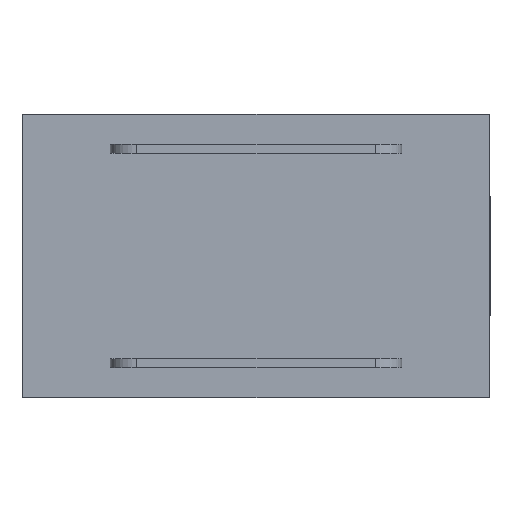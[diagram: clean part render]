
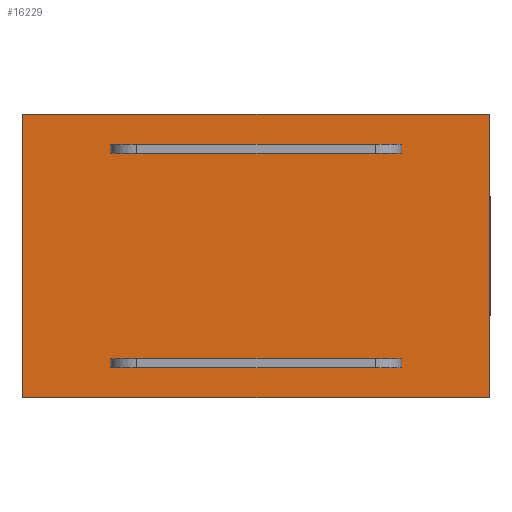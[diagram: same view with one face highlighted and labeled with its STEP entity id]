
A CAD part, front view. The second image highlights one B-rep face of the part: STEP entity #16229.
In plain terms, the highlighted planar face has unit normal (0, -1, 0).
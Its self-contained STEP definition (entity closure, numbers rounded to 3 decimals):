
#607 = CARTESIAN_POINT ( 'NONE',  ( 18.95, -35.8, 18.65 ) ) ;
#734 = DIRECTION ( 'NONE',  ( 0., 0., -1. ) ) ;
#752 = CARTESIAN_POINT ( 'NONE',  ( 18.95, -35.8, -17.15 ) ) ;
#828 = ORIENTED_EDGE ( 'NONE', *, *, #13850, .T. ) ;
#994 = EDGE_CURVE ( 'NONE', #1433, #10790, #24773, .T. ) ;
#1433 = VERTEX_POINT ( 'NONE', #18866 ) ;
#2396 = EDGE_CURVE ( 'NONE', #13618, #1433, #5338, .T. ) ;
#2901 = DIRECTION ( 'NONE',  ( 0., 0., -1. ) ) ;
#3318 = LINE ( 'NONE', #21005, #8614 ) ;
#3384 = EDGE_LOOP ( 'NONE', ( #5859, #15676, #17347, #30758 ) ) ;
#3955 = LINE ( 'NONE', #20939, #18621 ) ;
#4021 = DIRECTION ( 'NONE',  ( -1., 0., 0. ) ) ;
#4128 = VERTEX_POINT ( 'NONE', #607 ) ;
#4154 = EDGE_CURVE ( 'NONE', #4128, #27753, #15469, .T. ) ;
#4384 = EDGE_CURVE ( 'NONE', #11283, #18043, #12753, .T. ) ;
#4854 = LINE ( 'NONE', #27927, #28884 ) ;
#4888 = CARTESIAN_POINT ( 'NONE',  ( 77.7, -35.8, 23.65 ) ) ;
#5276 = VECTOR ( 'NONE', #21816, 1000. ) ;
#5285 = VERTEX_POINT ( 'NONE', #20478 ) ;
#5338 = LINE ( 'NONE', #4888, #5276 ) ;
#5859 = ORIENTED_EDGE ( 'NONE', *, *, #25859, .F. ) ;
#5985 = ORIENTED_EDGE ( 'NONE', *, *, #2396, .F. ) ;
#6430 = ORIENTED_EDGE ( 'NONE', *, *, #23269, .T. ) ;
#6782 = CARTESIAN_POINT ( 'NONE',  ( 77.7, -35.8, -23.65 ) ) ;
#6951 = CARTESIAN_POINT ( 'NONE',  ( -24.6, -35.8, -17.15 ) ) ;
#7361 = VERTEX_POINT ( 'NONE', #29898 ) ;
#8614 = VECTOR ( 'NONE', #4021, 1000. ) ;
#8996 = CARTESIAN_POINT ( 'NONE',  ( 77.7, -35.8, 23.65 ) ) ;
#9199 = LINE ( 'NONE', #15037, #10404 ) ;
#9301 = FACE_BOUND ( 'NONE', #16664, .T. ) ;
#9403 = DIRECTION ( 'NONE',  ( 1., 0., 0. ) ) ;
#10404 = VECTOR ( 'NONE', #2901, 1000. ) ;
#10790 = VERTEX_POINT ( 'NONE', #30443 ) ;
#11283 = VERTEX_POINT ( 'NONE', #27582 ) ;
#11778 = ORIENTED_EDGE ( 'NONE', *, *, #994, .F. ) ;
#12071 = EDGE_CURVE ( 'NONE', #18043, #25909, #3955, .T. ) ;
#12125 = ORIENTED_EDGE ( 'NONE', *, *, #12385, .F. ) ;
#12385 = EDGE_CURVE ( 'NONE', #15114, #25909, #9199, .T. ) ;
#12561 = EDGE_LOOP ( 'NONE', ( #11778, #5985, #828, #22455 ) ) ;
#12668 = VECTOR ( 'NONE', #24683, 1000. ) ;
#12753 = LINE ( 'NONE', #19988, #12668 ) ;
#12973 = ORIENTED_EDGE ( 'NONE', *, *, #12071, .T. ) ;
#13618 = VERTEX_POINT ( 'NONE', #15348 ) ;
#13850 = EDGE_CURVE ( 'NONE', #13618, #5285, #3318, .T. ) ;
#13950 = DIRECTION ( 'NONE',  ( 0., 0., 1. ) ) ;
#14389 = DIRECTION ( 'NONE',  ( -1., 0., 0. ) ) ;
#14424 = CARTESIAN_POINT ( 'NONE',  ( 18.95, -35.8, 17.15 ) ) ;
#14939 = VECTOR ( 'NONE', #28020, 1000. ) ;
#15037 = CARTESIAN_POINT ( 'NONE',  ( 18.95, -35.8, 18.65 ) ) ;
#15114 = VERTEX_POINT ( 'NONE', #752 ) ;
#15348 = CARTESIAN_POINT ( 'NONE',  ( 77.7, -35.8, 23.65 ) ) ;
#15409 = VECTOR ( 'NONE', #29486, 1000. ) ;
#15469 = LINE ( 'NONE', #22351, #15409 ) ;
#15676 = ORIENTED_EDGE ( 'NONE', *, *, #4154, .F. ) ;
#16229 = ADVANCED_FACE ( 'NONE', ( #28449, #9301, #27687 ), #28198, .F. ) ;
#16257 = VECTOR ( 'NONE', #9403, 1000. ) ;
#16664 = EDGE_LOOP ( 'NONE', ( #6430, #27520, #12973, #12125 ) ) ;
#17347 = ORIENTED_EDGE ( 'NONE', *, *, #27528, .F. ) ;
#18043 = VERTEX_POINT ( 'NONE', #20229 ) ;
#18255 = DIRECTION ( 'NONE',  ( 0., 0., -1. ) ) ;
#18539 = DIRECTION ( 'NONE',  ( -1., 0., 0. ) ) ;
#18566 = DIRECTION ( 'NONE',  ( -1., 0., 0. ) ) ;
#18621 = VECTOR ( 'NONE', #18539, 1000. ) ;
#18635 = EDGE_CURVE ( 'NONE', #5285, #10790, #26078, .T. ) ;
#18740 = DIRECTION ( 'NONE',  ( 0., 1., 0. ) ) ;
#18866 = CARTESIAN_POINT ( 'NONE',  ( 77.7, -35.8, -23.65 ) ) ;
#19101 = VECTOR ( 'NONE', #734, 1000. ) ;
#19988 = CARTESIAN_POINT ( 'NONE',  ( 58.75, -35.8, 18.65 ) ) ;
#20229 = CARTESIAN_POINT ( 'NONE',  ( 58.75, -35.8, -18.65 ) ) ;
#20478 = CARTESIAN_POINT ( 'NONE',  ( 0., -35.8, 23.65 ) ) ;
#20817 = EDGE_CURVE ( 'NONE', #27308, #7361, #27635, .T. ) ;
#20855 = CARTESIAN_POINT ( 'NONE',  ( -24.6, -35.8, 17.15 ) ) ;
#20939 = CARTESIAN_POINT ( 'NONE',  ( 18.95, -35.8, -18.65 ) ) ;
#21005 = CARTESIAN_POINT ( 'NONE',  ( 77.7, -35.8, 23.65 ) ) ;
#21142 = CARTESIAN_POINT ( 'NONE',  ( 18.95, -35.8, -18.65 ) ) ;
#21816 = DIRECTION ( 'NONE',  ( 0., 0., -1. ) ) ;
#22351 = CARTESIAN_POINT ( 'NONE',  ( 18.95, -35.8, 18.65 ) ) ;
#22455 = ORIENTED_EDGE ( 'NONE', *, *, #18635, .T. ) ;
#23269 = EDGE_CURVE ( 'NONE', #15114, #11283, #28856, .T. ) ;
#24056 = VECTOR ( 'NONE', #14389, 1000. ) ;
#24683 = DIRECTION ( 'NONE',  ( 0., 0., -1. ) ) ;
#24773 = LINE ( 'NONE', #6782, #24056 ) ;
#24921 = CARTESIAN_POINT ( 'NONE',  ( 58.75, -35.8, 18.65 ) ) ;
#25859 = EDGE_CURVE ( 'NONE', #27753, #7361, #27542, .T. ) ;
#25909 = VERTEX_POINT ( 'NONE', #21142 ) ;
#26078 = LINE ( 'NONE', #27105, #19101 ) ;
#26902 = VECTOR ( 'NONE', #18255, 1000. ) ;
#27105 = CARTESIAN_POINT ( 'NONE',  ( 0., -35.8, 23.65 ) ) ;
#27308 = VERTEX_POINT ( 'NONE', #24921 ) ;
#27504 = CARTESIAN_POINT ( 'NONE',  ( 58.75, -35.8, 18.65 ) ) ;
#27520 = ORIENTED_EDGE ( 'NONE', *, *, #4384, .T. ) ;
#27528 = EDGE_CURVE ( 'NONE', #27308, #4128, #4854, .T. ) ;
#27542 = LINE ( 'NONE', #20855, #14939 ) ;
#27582 = CARTESIAN_POINT ( 'NONE',  ( 58.75, -35.8, -17.15 ) ) ;
#27635 = LINE ( 'NONE', #27504, #26902 ) ;
#27687 = FACE_OUTER_BOUND ( 'NONE', #12561, .T. ) ;
#27753 = VERTEX_POINT ( 'NONE', #14424 ) ;
#27927 = CARTESIAN_POINT ( 'NONE',  ( 18.95, -35.8, 18.65 ) ) ;
#28020 = DIRECTION ( 'NONE',  ( 1., 0., 0. ) ) ;
#28198 = PLANE ( 'NONE',  #28990 ) ;
#28449 = FACE_BOUND ( 'NONE', #3384, .T. ) ;
#28856 = LINE ( 'NONE', #6951, #16257 ) ;
#28884 = VECTOR ( 'NONE', #18566, 1000. ) ;
#28990 = AXIS2_PLACEMENT_3D ( 'NONE', #8996, #18740, #13950 ) ;
#29486 = DIRECTION ( 'NONE',  ( 0., 0., -1. ) ) ;
#29898 = CARTESIAN_POINT ( 'NONE',  ( 58.75, -35.8, 17.15 ) ) ;
#30443 = CARTESIAN_POINT ( 'NONE',  ( 0., -35.8, -23.65 ) ) ;
#30758 = ORIENTED_EDGE ( 'NONE', *, *, #20817, .T. ) ;
